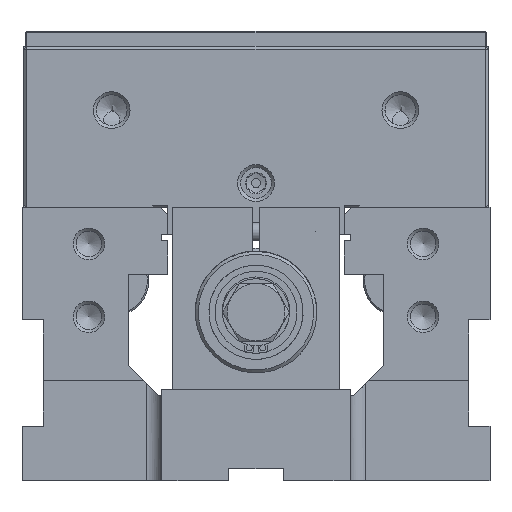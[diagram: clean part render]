
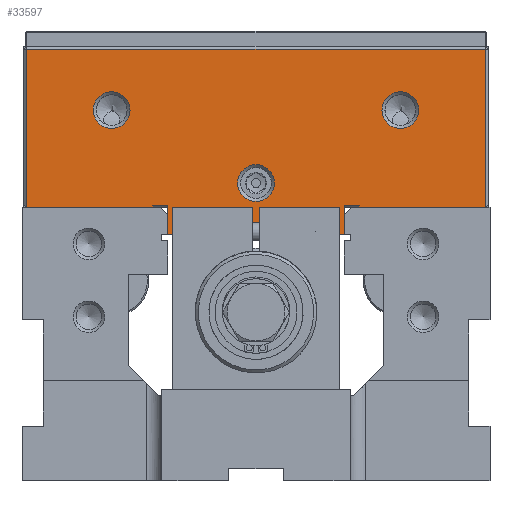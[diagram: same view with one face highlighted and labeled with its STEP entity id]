
A CAD part, front view. The second image highlights one B-rep face of the part: STEP entity #33597.
In plain terms, the highlighted planar face has unit normal (0, -1, 0).
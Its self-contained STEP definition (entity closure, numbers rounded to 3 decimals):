
#2468=LINE($,#51436,#4797);
#2492=LINE($,#51564,#4821);
#2493=LINE($,#51566,#4822);
#2494=LINE($,#51568,#4823);
#2495=LINE($,#51570,#4824);
#2496=LINE($,#51572,#4825);
#2497=LINE($,#51574,#4826);
#2498=LINE($,#51576,#4827);
#2499=LINE($,#51578,#4828);
#2500=LINE($,#51579,#4829);
#2501=LINE($,#51581,#4830);
#2502=LINE($,#51582,#4831);
#4797=VECTOR($,#41048,5.);
#4821=VECTOR($,#41112,52.);
#4822=VECTOR($,#41113,151.);
#4823=VECTOR($,#41114,52.);
#4824=VECTOR($,#41115,41.5);
#4825=VECTOR($,#41116,0.5);
#4826=VECTOR($,#41117,5.);
#4827=VECTOR($,#41118,9.5);
#4828=VECTOR($,#41119,58.);
#4829=VECTOR($,#41120,9.5);
#4830=VECTOR($,#41121,0.5);
#4831=VECTOR($,#41122,41.5);
#6769=PLANE($,#35825);
#7569=FACE_BOUND($,#10525,.T.);
#7570=FACE_BOUND($,#10526,.T.);
#7571=FACE_BOUND($,#10527,.T.);
#8536=FACE_OUTER_BOUND($,#10524,.T.);
#10524=EDGE_LOOP($,(#24755,#24756,#24757,#24758,#24759,#24760,#24761,#24762,
#24763,#24764,#24765,#24766));
#10525=EDGE_LOOP($,(#24767));
#10526=EDGE_LOOP($,(#24768));
#10527=EDGE_LOOP($,(#24769));
#12832=CIRCLE($,#35824,6.053);
#12833=CIRCLE($,#35826,6.053);
#12834=CIRCLE($,#35827,6.053);
#15205=VERTEX_POINT($,#51433);
#15206=VERTEX_POINT($,#51435);
#15236=VERTEX_POINT($,#51559);
#15237=VERTEX_POINT($,#51562);
#15238=VERTEX_POINT($,#51563);
#15239=VERTEX_POINT($,#51565);
#15240=VERTEX_POINT($,#51567);
#15241=VERTEX_POINT($,#51569);
#15242=VERTEX_POINT($,#51571);
#15243=VERTEX_POINT($,#51573);
#15244=VERTEX_POINT($,#51575);
#15245=VERTEX_POINT($,#51577);
#15246=VERTEX_POINT($,#51580);
#15247=VERTEX_POINT($,#51583);
#15248=VERTEX_POINT($,#51585);
#18827=EDGE_CURVE($,#15206,#15205,#2468,.T.);
#18861=EDGE_CURVE($,#15236,#15236,#12832,.T.);
#18862=EDGE_CURVE($,#15237,#15238,#2492,.T.);
#18863=EDGE_CURVE($,#15239,#15237,#2493,.T.);
#18864=EDGE_CURVE($,#15240,#15239,#2494,.T.);
#18865=EDGE_CURVE($,#15241,#15240,#2495,.T.);
#18866=EDGE_CURVE($,#15242,#15241,#2496,.T.);
#18867=EDGE_CURVE($,#15243,#15242,#2497,.T.);
#18868=EDGE_CURVE($,#15244,#15243,#2498,.T.);
#18869=EDGE_CURVE($,#15244,#15245,#2499,.T.);
#18870=EDGE_CURVE($,#15245,#15206,#2500,.T.);
#18871=EDGE_CURVE($,#15205,#15246,#2501,.T.);
#18872=EDGE_CURVE($,#15246,#15238,#2502,.T.);
#18873=EDGE_CURVE($,#15247,#15247,#12833,.T.);
#18874=EDGE_CURVE($,#15248,#15248,#12834,.T.);
#24755=ORIENTED_EDGE($,*,*,#18862,.F.);
#24756=ORIENTED_EDGE($,*,*,#18863,.F.);
#24757=ORIENTED_EDGE($,*,*,#18864,.F.);
#24758=ORIENTED_EDGE($,*,*,#18865,.F.);
#24759=ORIENTED_EDGE($,*,*,#18866,.F.);
#24760=ORIENTED_EDGE($,*,*,#18867,.F.);
#24761=ORIENTED_EDGE($,*,*,#18868,.F.);
#24762=ORIENTED_EDGE($,*,*,#18869,.T.);
#24763=ORIENTED_EDGE($,*,*,#18870,.T.);
#24764=ORIENTED_EDGE($,*,*,#18827,.T.);
#24765=ORIENTED_EDGE($,*,*,#18871,.T.);
#24766=ORIENTED_EDGE($,*,*,#18872,.T.);
#24767=ORIENTED_EDGE($,*,*,#18873,.F.);
#24768=ORIENTED_EDGE($,*,*,#18861,.F.);
#24769=ORIENTED_EDGE($,*,*,#18874,.F.);
#33597=ADVANCED_FACE($,(#8536,#7569,#7570,#7571),#6769,.F.);
#35824=AXIS2_PLACEMENT_3D($,#51560,#41108,#41109);
#35825=AXIS2_PLACEMENT_3D($,#51561,#41110,#41111);
#35826=AXIS2_PLACEMENT_3D($,#51584,#41123,#41124);
#35827=AXIS2_PLACEMENT_3D($,#51586,#41125,#41126);
#41048=DIRECTION($,(1.,0.,0.));
#41108=DIRECTION('center_axis',(0.,-1.,0.));
#41109=DIRECTION('ref_axis',(-1.,0.,0.));
#41110=DIRECTION('center_axis',(0.,1.,0.));
#41111=DIRECTION('ref_axis',(0.,0.,1.));
#41112=DIRECTION($,(0.,0.,-1.));
#41113=DIRECTION($,(1.,0.,0.));
#41114=DIRECTION($,(0.,0.,1.));
#41115=DIRECTION($,(-1.,0.,0.));
#41116=DIRECTION($,(0.,0.,-1.));
#41117=DIRECTION($,(-1.,0.,0.));
#41118=DIRECTION($,(0.,0.,1.));
#41119=DIRECTION($,(1.,0.,0.));
#41120=DIRECTION($,(0.,0.,1.));
#41121=DIRECTION($,(0.,0.,-1.));
#41122=DIRECTION($,(1.,0.,0.));
#41123=DIRECTION('center_axis',(0.,-1.,0.));
#41124=DIRECTION('ref_axis',(-1.,0.,0.));
#41125=DIRECTION('center_axis',(0.,-1.,0.));
#41126=DIRECTION('ref_axis',(-1.,0.,0.));
#51433=CARTESIAN_POINT('',(34.,0.,0.5));
#51435=CARTESIAN_POINT('',(29.,0.,0.5));
#51436=CARTESIAN_POINT($,(29.,0.,0.5));
#51559=CARTESIAN_POINT('',(6.053,0.,8.));
#51560=CARTESIAN_POINT('Origin',(0.,0.,8.));
#51561=CARTESIAN_POINT('Origin',(-36.688,0.,23.469));
#51562=CARTESIAN_POINT('',(75.5,0.,52.));
#51563=CARTESIAN_POINT('',(75.5,0.,0.));
#51564=CARTESIAN_POINT($,(75.5,0.,38.234));
#51565=CARTESIAN_POINT('',(-75.5,0.,52.));
#51566=CARTESIAN_POINT($,(-18.344,0.,52.));
#51567=CARTESIAN_POINT('',(-75.5,0.,0.));
#51568=CARTESIAN_POINT($,(-75.5,0.,38.234));
#51569=CARTESIAN_POINT('',(-34.,0.,0.));
#51570=CARTESIAN_POINT($,(-34.,0.,0.));
#51571=CARTESIAN_POINT('',(-34.,0.,0.5));
#51572=CARTESIAN_POINT($,(-34.,0.,0.5));
#51573=CARTESIAN_POINT('',(-29.,0.,0.5));
#51574=CARTESIAN_POINT($,(-29.,0.,0.5));
#51575=CARTESIAN_POINT('',(-29.,0.,-9.));
#51576=CARTESIAN_POINT($,(-29.,0.,-9.));
#51577=CARTESIAN_POINT('',(29.,0.,-9.));
#51578=CARTESIAN_POINT($,(0.,0.,-9.));
#51579=CARTESIAN_POINT($,(29.,0.,-9.));
#51580=CARTESIAN_POINT('',(34.,0.,0.));
#51581=CARTESIAN_POINT($,(34.,0.,0.5));
#51582=CARTESIAN_POINT($,(34.,0.,0.));
#51583=CARTESIAN_POINT('',(-41.447,0.,32.));
#51584=CARTESIAN_POINT('Origin',(-47.5,0.,32.));
#51585=CARTESIAN_POINT('',(53.553,0.,32.));
#51586=CARTESIAN_POINT('Origin',(47.5,0.,32.));
